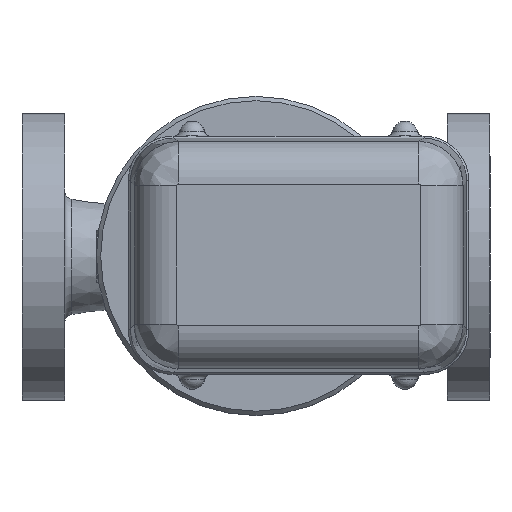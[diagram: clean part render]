
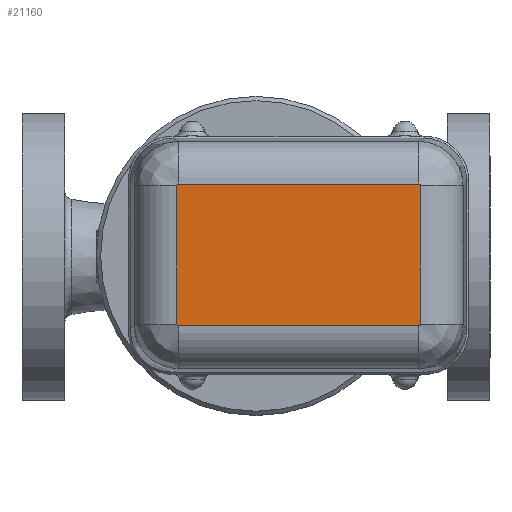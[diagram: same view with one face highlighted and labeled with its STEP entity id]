
A CAD part, top view. The second image highlights one B-rep face of the part: STEP entity #21160.
In plain terms, the highlighted planar face has unit normal (0, 0, 1).
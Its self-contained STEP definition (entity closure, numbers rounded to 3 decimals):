
#641=LINE('',#35059,#1883);
#782=LINE('',#36006,#2024);
#783=LINE('',#36011,#2025);
#785=LINE('',#36173,#2027);
#1883=VECTOR('',#25554,113.105);
#2024=VECTOR('',#26107,65.105);
#2025=VECTOR('',#26112,65.105);
#2027=VECTOR('',#26120,113.105);
#3205=B_SPLINE_CURVE_WITH_KNOTS('',3,(#35890,#35891,#35892,#35893,#35894,
#35895,#35896,#35897),.UNSPECIFIED.,.F.,.F.,(4,1,1,1,1,4),(0.,0.017,
0.034,0.069,0.103,0.12),
 .UNSPECIFIED.);
#3207=B_SPLINE_CURVE_WITH_KNOTS('',3,(#35981,#35982,#35983,#35984,#35985,
#35986,#35987,#35988,#35989,#35990),.UNSPECIFIED.,.F.,.F.,(4,1,1,1,1,1,
1,4),(0.,0.017,0.034,0.052,0.069,
0.086,0.103,0.12),.UNSPECIFIED.);
#3209=B_SPLINE_CURVE_WITH_KNOTS('',3,(#36070,#36071,#36072,#36073,#36074,
#36075,#36076,#36077),.UNSPECIFIED.,.F.,.F.,(4,1,1,1,1,4),(0.,
0.017,0.034,0.069,0.103,
0.12),.UNSPECIFIED.);
#3211=B_SPLINE_CURVE_WITH_KNOTS('',3,(#36154,#36155,#36156,#36157,#36158,
#36159,#36160,#36161,#36162),.UNSPECIFIED.,.F.,.F.,(4,1,1,1,1,1,4),(0.,
0.017,0.034,0.052,0.069,
0.103,0.12),.UNSPECIFIED.);
#4731=FACE_OUTER_BOUND('',#6255,.T.);
#6255=EDGE_LOOP('',(#15297,#15298,#15299,#15300,#15301,#15302,#15303,#15304));
#9168=VERTEX_POINT('',#35056);
#9169=VERTEX_POINT('',#35058);
#9426=VERTEX_POINT('',#35889);
#9429=VERTEX_POINT('',#35979);
#9430=VERTEX_POINT('',#36002);
#9433=VERTEX_POINT('',#36009);
#9434=VERTEX_POINT('',#36069);
#9437=VERTEX_POINT('',#36152);
#11328=EDGE_CURVE('',#9168,#9169,#641,.T.);
#11627=EDGE_CURVE('',#9169,#9426,#3205,.T.);
#11631=EDGE_CURVE('',#9429,#9168,#3207,.T.);
#11635=EDGE_CURVE('',#9426,#9430,#782,.T.);
#11637=EDGE_CURVE('',#9433,#9429,#783,.T.);
#11639=EDGE_CURVE('',#9430,#9434,#3209,.T.);
#11643=EDGE_CURVE('',#9437,#9433,#3211,.T.);
#11645=EDGE_CURVE('',#9434,#9437,#785,.T.);
#15297=ORIENTED_EDGE('',*,*,#11328,.F.);
#15298=ORIENTED_EDGE('',*,*,#11631,.F.);
#15299=ORIENTED_EDGE('',*,*,#11637,.F.);
#15300=ORIENTED_EDGE('',*,*,#11643,.F.);
#15301=ORIENTED_EDGE('',*,*,#11645,.F.);
#15302=ORIENTED_EDGE('',*,*,#11639,.F.);
#15303=ORIENTED_EDGE('',*,*,#11635,.F.);
#15304=ORIENTED_EDGE('',*,*,#11627,.F.);
#20420=PLANE('',#22882);
#21160=ADVANCED_FACE('',(#4731),#20420,.T.);
#22882=AXIS2_PLACEMENT_3D('',#36244,#26131,#26132);
#25554=DIRECTION('',(-1.,0.,0.));
#26107=DIRECTION('',(0.,1.,0.));
#26112=DIRECTION('',(0.,-1.,0.));
#26120=DIRECTION('',(1.,0.,0.));
#26131=DIRECTION('center_axis',(0.,0.,
1.));
#26132=DIRECTION('ref_axis',(1.,0.,0.));
#35056=CARTESIAN_POINT('',(76.552,-33.324,587.));
#35058=CARTESIAN_POINT('',(-36.552,-33.324,587.));
#35059=CARTESIAN_POINT('',(-9.5,-33.324,587.));
#35889=CARTESIAN_POINT('',(-37.324,-32.552,587.));
#35890=CARTESIAN_POINT('Ctrl Pts',(-36.552,-33.324,
587.));
#35891=CARTESIAN_POINT('Ctrl Pts',(-36.61,-33.324,
587.));
#35892=CARTESIAN_POINT('Ctrl Pts',(-36.726,-33.311,
587.));
#35893=CARTESIAN_POINT('Ctrl Pts',(-36.944,-33.233,
587.));
#35894=CARTESIAN_POINT('Ctrl Pts',(-37.175,-33.048,
587.));
#35895=CARTESIAN_POINT('Ctrl Pts',(-37.305,-32.782,
587.));
#35896=CARTESIAN_POINT('Ctrl Pts',(-37.324,-32.61,
587.));
#35897=CARTESIAN_POINT('Ctrl Pts',(-37.324,-32.552,
587.));
#35979=CARTESIAN_POINT('',(77.324,-32.552,587.));
#35981=CARTESIAN_POINT('Ctrl Pts',(77.324,-32.552,587.));
#35982=CARTESIAN_POINT('Ctrl Pts',(77.324,-32.61,587.));
#35983=CARTESIAN_POINT('Ctrl Pts',(77.311,-32.725,587.));
#35984=CARTESIAN_POINT('Ctrl Pts',(77.253,-32.888,587.));
#35985=CARTESIAN_POINT('Ctrl Pts',(77.159,-33.036,587.));
#35986=CARTESIAN_POINT('Ctrl Pts',(77.037,-33.158,587.));
#35987=CARTESIAN_POINT('Ctrl Pts',(76.889,-33.252,587.));
#35988=CARTESIAN_POINT('Ctrl Pts',(76.726,-33.311,587.));
#35989=CARTESIAN_POINT('Ctrl Pts',(76.61,-33.324,587.));
#35990=CARTESIAN_POINT('Ctrl Pts',(76.552,-33.324,587.));
#36002=CARTESIAN_POINT('',(-37.324,32.552,587.));
#36006=CARTESIAN_POINT('',(-37.324,17.5,587.));
#36009=CARTESIAN_POINT('',(77.324,32.552,587.));
#36011=CARTESIAN_POINT('',(77.324,-17.5,587.));
#36069=CARTESIAN_POINT('',(-36.552,33.324,587.));
#36070=CARTESIAN_POINT('Ctrl Pts',(-37.324,32.552,587.));
#36071=CARTESIAN_POINT('Ctrl Pts',(-37.324,32.61,587.));
#36072=CARTESIAN_POINT('Ctrl Pts',(-37.311,32.726,587.));
#36073=CARTESIAN_POINT('Ctrl Pts',(-37.233,32.944,587.));
#36074=CARTESIAN_POINT('Ctrl Pts',(-37.048,33.175,587.));
#36075=CARTESIAN_POINT('Ctrl Pts',(-36.782,33.305,587.));
#36076=CARTESIAN_POINT('Ctrl Pts',(-36.61,33.324,587.));
#36077=CARTESIAN_POINT('Ctrl Pts',(-36.552,33.324,587.));
#36152=CARTESIAN_POINT('',(76.552,33.324,587.));
#36154=CARTESIAN_POINT('Ctrl Pts',(76.552,33.324,587.));
#36155=CARTESIAN_POINT('Ctrl Pts',(76.61,33.324,587.));
#36156=CARTESIAN_POINT('Ctrl Pts',(76.725,33.311,587.));
#36157=CARTESIAN_POINT('Ctrl Pts',(76.888,33.253,587.));
#36158=CARTESIAN_POINT('Ctrl Pts',(77.036,33.159,587.));
#36159=CARTESIAN_POINT('Ctrl Pts',(77.2,32.996,587.));
#36160=CARTESIAN_POINT('Ctrl Pts',(77.304,32.783,587.));
#36161=CARTESIAN_POINT('Ctrl Pts',(77.324,32.61,587.));
#36162=CARTESIAN_POINT('Ctrl Pts',(77.324,32.552,587.));
#36173=CARTESIAN_POINT('',(49.5,33.324,587.));
#36244=CARTESIAN_POINT('Origin',(20.,0.,587.));
